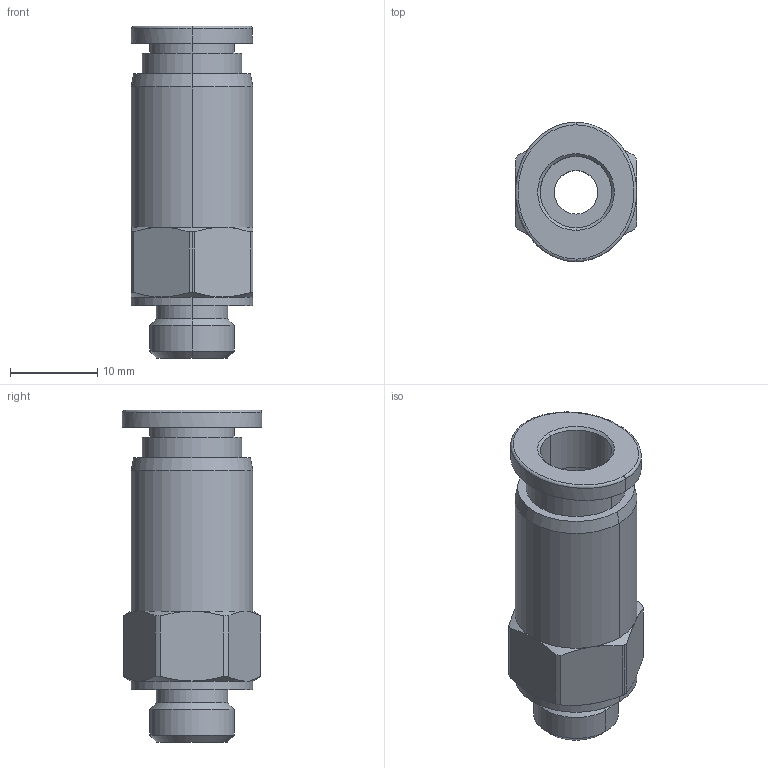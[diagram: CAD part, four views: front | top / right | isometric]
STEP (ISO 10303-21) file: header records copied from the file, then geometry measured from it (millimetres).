
FILE_DESCRIPTION (( 'STEP AP214' ), '1' );
FILE_NAME ('PCVC08-G01_OUT.STEP', '2019-03-07T13:25:16', ( '' ), ( '' ), 'SwSTEP 2.0', 'SolidWorks 2018', '' );
FILE_SCHEMA (( 'AUTOMOTIVE_DESIGN' ));
Length unit declared in the file: millimetre
Products named in the file (1): PCVC08-G01_OUT
Bounding box: 14 x 16 x 38.1 mm (x, y, z)
Volume: 3867.1 mm3; surface area: 2977.1 mm2
Topology: 2 solids, 2 shells, 71 faces, 157 edges, 94 vertices
Faces by surface type: cone 26, cylinder 25, plane 14, bspline 4, torus 2
Entity records: 2424 total; most frequent: CARTESIAN_POINT 715, DIRECTION 339, ORIENTED_EDGE 314, EDGE_CURVE 157, AXIS2_PLACEMENT_3D 146, VERTEX_POINT 94, EDGE_LOOP 79, CIRCLE 78
